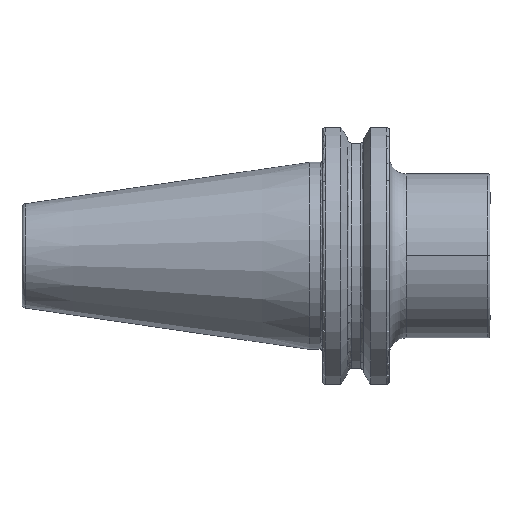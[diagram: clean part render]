
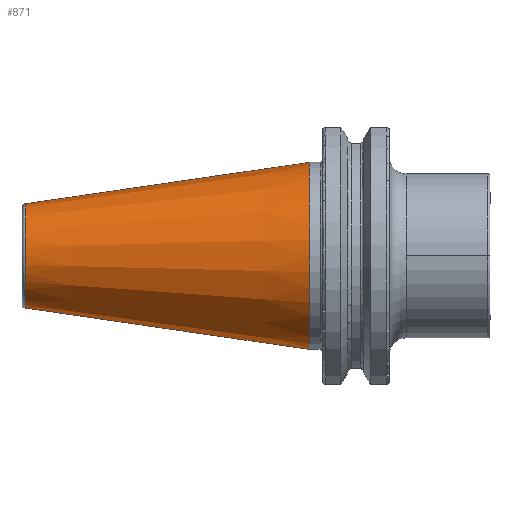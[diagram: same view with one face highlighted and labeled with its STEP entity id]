
A CAD part, front view. The second image highlights one B-rep face of the part: STEP entity #871.
In plain terms, the highlighted conical face has half-angle 8.297 degrees and reference radius 22.225 mm.
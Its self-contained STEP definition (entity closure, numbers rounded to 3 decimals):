
#18 = CIRCLE ( 'NONE', #1563, 22.225 ) ;
#370 = VERTEX_POINT ( 'NONE', #3590 ) ;
#555 = EDGE_CURVE ( 'NONE', #4401, #1277, #4146, .T. ) ;
#621 = DIRECTION ( 'NONE',  ( 0., 0., 1. ) ) ;
#853 = ORIENTED_EDGE ( 'NONE', *, *, #1971, .T. ) ;
#871 = ADVANCED_FACE ( 'NONE', ( #3233 ), #3161, .T. ) ;
#1121 = VECTOR ( 'NONE', #2948, 1000. ) ;
#1158 = CARTESIAN_POINT ( 'NONE',  ( -67.394, 0., 12.397 ) ) ;
#1183 = LINE ( 'NONE', #2826, #1121 ) ;
#1277 = VERTEX_POINT ( 'NONE', #1158 ) ;
#1419 = ORIENTED_EDGE ( 'NONE', *, *, #3312, .T. ) ;
#1563 = AXIS2_PLACEMENT_3D ( 'NONE', #3244, #3490, #621 ) ;
#1971 = EDGE_CURVE ( 'NONE', #370, #5082, #18, .T. ) ;
#2401 = CARTESIAN_POINT ( 'NONE',  ( 0., 0., 22.225 ) ) ;
#2718 = EDGE_CURVE ( 'NONE', #1277, #5082, #2947, .T. ) ;
#2826 = CARTESIAN_POINT ( 'NONE',  ( 0., 0., -22.225 ) ) ;
#2869 = VECTOR ( 'NONE', #4070, 1000. ) ;
#2947 = LINE ( 'NONE', #4085, #2869 ) ;
#2948 = DIRECTION ( 'NONE',  ( 0.99, 0., -0.144 ) ) ;
#3002 = DIRECTION ( 'NONE',  ( 1., 0., 0. ) ) ;
#3161 = CONICAL_SURFACE ( 'NONE', #4408, 22.225, 0.145 ) ;
#3191 = CARTESIAN_POINT ( 'NONE',  ( -67.394, 0., 0. ) ) ;
#3194 = DIRECTION ( 'NONE',  ( -1., 0., 0. ) ) ;
#3233 = FACE_OUTER_BOUND ( 'NONE', #4596, .T. ) ;
#3244 = CARTESIAN_POINT ( 'NONE',  ( 0., 0., 0. ) ) ;
#3245 = DIRECTION ( 'NONE',  ( 0., 0., 1. ) ) ;
#3260 = ORIENTED_EDGE ( 'NONE', *, *, #555, .F. ) ;
#3312 = EDGE_CURVE ( 'NONE', #4401, #370, #1183, .T. ) ;
#3346 = CARTESIAN_POINT ( 'NONE',  ( 0., 0., 0. ) ) ;
#3490 = DIRECTION ( 'NONE',  ( -1., 0., 0. ) ) ;
#3513 = CARTESIAN_POINT ( 'NONE',  ( -67.394, 0., -12.397 ) ) ;
#3590 = CARTESIAN_POINT ( 'NONE',  ( 0., 0., -22.225 ) ) ;
#3936 = AXIS2_PLACEMENT_3D ( 'NONE', #3191, #3194, #3245 ) ;
#4070 = DIRECTION ( 'NONE',  ( 0.99, 0., 0.144 ) ) ;
#4085 = CARTESIAN_POINT ( 'NONE',  ( 0., 0., 22.225 ) ) ;
#4146 = CIRCLE ( 'NONE', #3936, 12.397 ) ;
#4196 = DIRECTION ( 'NONE',  ( 0., 0., -1. ) ) ;
#4401 = VERTEX_POINT ( 'NONE', #3513 ) ;
#4408 = AXIS2_PLACEMENT_3D ( 'NONE', #3346, #3002, #4196 ) ;
#4477 = ORIENTED_EDGE ( 'NONE', *, *, #2718, .F. ) ;
#4596 = EDGE_LOOP ( 'NONE', ( #4477, #3260, #1419, #853 ) ) ;
#5082 = VERTEX_POINT ( 'NONE', #2401 ) ;
